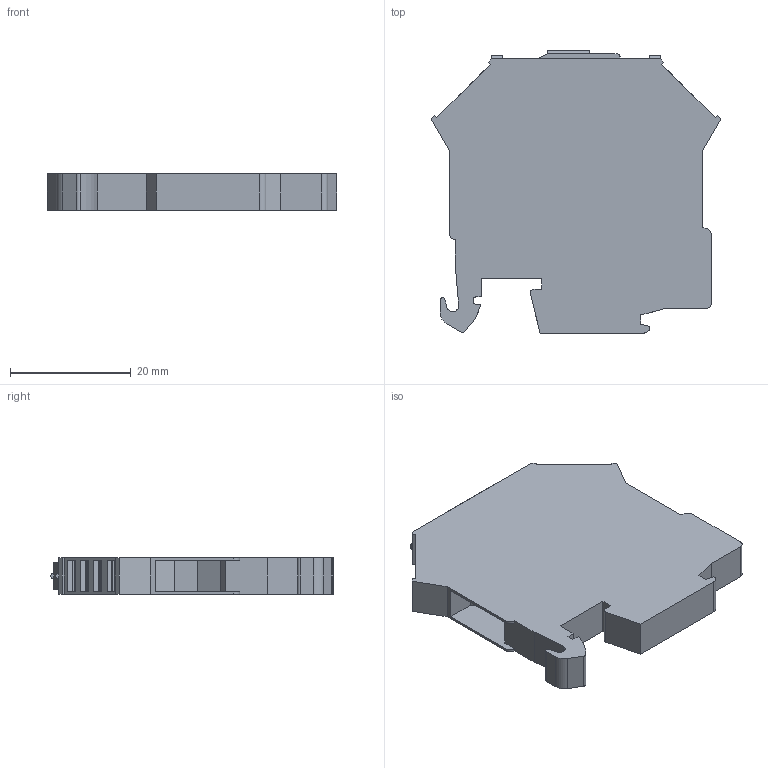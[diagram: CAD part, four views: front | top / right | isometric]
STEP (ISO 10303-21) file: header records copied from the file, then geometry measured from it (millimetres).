
FILE_DESCRIPTION(('FreeCAD Model'),'2;1');
FILE_NAME('1395_TRK_1,5_STB_DS_KOMBI_32.stp','2018-08-31T17:10:56',('Author'),(''), 'Open CASCADE STEP processor 7.2','FreeCAD','Unknown');
FILE_SCHEMA(('AUTOMOTIVE_DESIGN { 1 0 10303 214 1 1 1 1 }'));
Length unit declared in the file: millimetre
Products named in the file (1): 1395_TRK_1,5_STB_DS_KOMBI_32
Bounding box: 48 x 46.8 x 6.1 mm (x, y, z)
Volume: 9883 mm3; surface area: 5427.1 mm2
Topology: 1 solids, 1 shells, 194 faces, 542 edges, 358 vertices
Faces by surface type: plane 158, cylinder 36
Entity records: 13329 total; most frequent: CARTESIAN_POINT 2329, DIRECTION 2066, LINE 1474, VECTOR 1474, ORIENTED_EDGE 1084, PCURVE 1084, DEFINITIONAL_REPRESENTATION 1084, EDGE_CURVE 542
